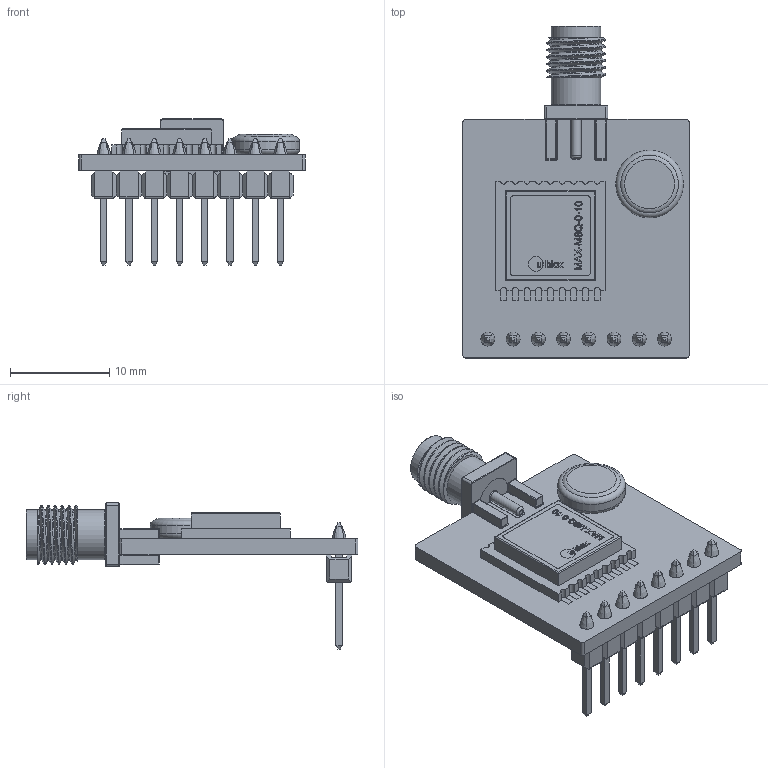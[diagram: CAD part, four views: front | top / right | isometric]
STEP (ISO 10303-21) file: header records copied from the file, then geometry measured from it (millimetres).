
FILE_DESCRIPTION(/* description */ (''),/* implementation_level */ '2;1');
FILE_NAME(/* name */ 'UbloxM8Q_Low_Detail.step',/* time_stamp */ '2020-05-09T00:06:17+01:00',/* author */ (''),/* organization */ (''),/* preprocessor_version */ 'ST-DEVELOPER v18.1',/* originating_system */ 'Autodesk Translation Framework v9.2.0.1227',/* authorisation */ '');
FILE_SCHEMA (('AUTOMOTIVE_DESIGN { 1 0 10303 214 3 1 1 }'));
Length unit declared in the file: millimetre
Products named in the file (4): Ublox Max 8_FreeCad_Exported; Pin Header 1x8 TH Pitch 2.54mm; Ublox M8Q Chip; Edge Mouted SMA
Assembly tree (3 placements, depth 2):
  Ublox Max 8_FreeCad_Exported
    Pin Header 1x8 TH Pitch 2.54mm
    Ublox M8Q Chip
    Edge Mouted SMA
Bounding box: 22.75 x 33.4 x 14.69 mm (x, y, z)
Volume: 1445.6 mm3; surface area: 2780.5 mm2
Topology: 12 solids, 20 shells, 932 faces, 2396 edges, 1552 vertices
Faces by surface type: plane 550, bspline 191, cylinder 152, torus 27, sphere 12
Full cylindrical faces by diameter (mm): 0.8 x1, 1 x10, 1.5 x1, 4 x1, 4.6 x1, 5 x2, 5.109 x5, 5.908 x5, 6.8 x1
Entity records: 31555 total; most frequent: CARTESIAN_POINT 9647, ORIENTED_EDGE 4736, DIRECTION 3842, EDGE_CURVE 2396, LINE 1626, VECTOR 1626, VERTEX_POINT 1552, AXIS2_PLACEMENT_3D 1108
